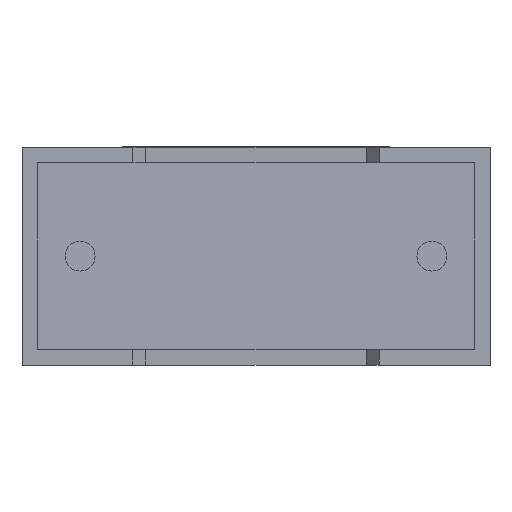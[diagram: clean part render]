
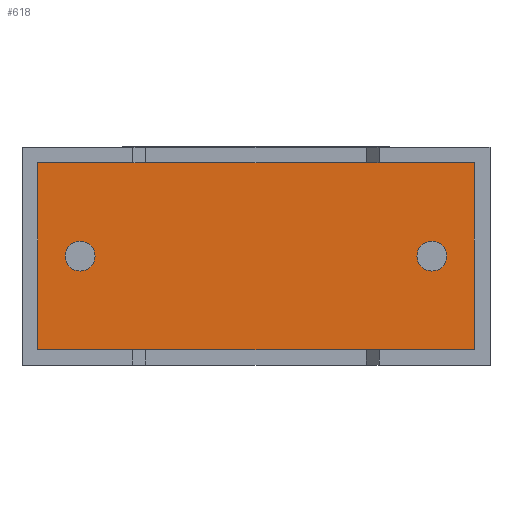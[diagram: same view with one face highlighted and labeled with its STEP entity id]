
A CAD part, front view. The second image highlights one B-rep face of the part: STEP entity #618.
In plain terms, the highlighted planar face has unit normal (0, -1, 0).
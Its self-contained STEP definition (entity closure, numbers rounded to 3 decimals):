
#16 = EDGE_CURVE ( 'NONE', #2425, #2069, #1356, .T. ) ;
#121 = DIRECTION ( 'NONE',  ( 0., 0., 1. ) ) ;
#142 = PLANE ( 'NONE',  #1537 ) ;
#167 = CARTESIAN_POINT ( 'NONE',  ( 12.857, 0.75, 5.757 ) ) ;
#211 = ORIENTED_EDGE ( 'NONE', *, *, #658, .F. ) ;
#247 = VERTEX_POINT ( 'NONE', #1947 ) ;
#253 = VERTEX_POINT ( 'NONE', #1709 ) ;
#284 = CARTESIAN_POINT ( 'NONE',  ( 11.65, 0.75, 3.525 ) ) ;
#307 = DIRECTION ( 'NONE',  ( 0., -1., 0. ) ) ;
#403 = ORIENTED_EDGE ( 'NONE', *, *, #16, .T. ) ;
#461 = DIRECTION ( 'NONE',  ( 0., -1., 0. ) ) ;
#465 = DIRECTION ( 'NONE',  ( 0., -1., 0. ) ) ;
#549 = ORIENTED_EDGE ( 'NONE', *, *, #2288, .T. ) ;
#618 = ADVANCED_FACE ( 'NONE', ( #2304, #1887, #1054 ), #142, .T. ) ;
#623 = CARTESIAN_POINT ( 'NONE',  ( 0., 0.75, 0. ) ) ;
#634 = ORIENTED_EDGE ( 'NONE', *, *, #2755, .F. ) ;
#658 = EDGE_CURVE ( 'NONE', #253, #734, #2063, .T. ) ;
#692 = ORIENTED_EDGE ( 'NONE', *, *, #2553, .F. ) ;
#722 = VECTOR ( 'NONE', #1281, 1000. ) ;
#734 = VERTEX_POINT ( 'NONE', #2070 ) ;
#771 = EDGE_CURVE ( 'NONE', #2069, #2881, #1468, .T. ) ;
#785 = CIRCLE ( 'NONE', #2959, 0.425 ) ;
#938 = DIRECTION ( 'NONE',  ( 0., -1., 0. ) ) ;
#941 = AXIS2_PLACEMENT_3D ( 'NONE', #1159, #938, #3033 ) ;
#972 = DIRECTION ( 'NONE',  ( 1., 0., 0. ) ) ;
#991 = CARTESIAN_POINT ( 'NONE',  ( 0.443, 0.75, 0.443 ) ) ;
#1004 = AXIS2_PLACEMENT_3D ( 'NONE', #1641, #461, #3031 ) ;
#1054 = FACE_BOUND ( 'NONE', #2809, .T. ) ;
#1113 = VERTEX_POINT ( 'NONE', #284 ) ;
#1159 = CARTESIAN_POINT ( 'NONE',  ( 11.65, 0.75, 3.1 ) ) ;
#1197 = VECTOR ( 'NONE', #121, 1000. ) ;
#1281 = DIRECTION ( 'NONE',  ( -1., 0., 0. ) ) ;
#1290 = CARTESIAN_POINT ( 'NONE',  ( 12.857, 0.75, 0.443 ) ) ;
#1306 = VECTOR ( 'NONE', #972, 1000. ) ;
#1356 = LINE ( 'NONE', #1782, #722 ) ;
#1468 = LINE ( 'NONE', #1874, #2004 ) ;
#1477 = EDGE_LOOP ( 'NONE', ( #2544, #692 ) ) ;
#1506 = DIRECTION ( 'NONE',  ( 0., 0., -1. ) ) ;
#1537 = AXIS2_PLACEMENT_3D ( 'NONE', #623, #2023, #2267 ) ;
#1641 = CARTESIAN_POINT ( 'NONE',  ( 1.65, 0.75, 3.1 ) ) ;
#1709 = CARTESIAN_POINT ( 'NONE',  ( 1.65, 0.75, 3.525 ) ) ;
#1782 = CARTESIAN_POINT ( 'NONE',  ( 12.857, 0.75, 5.757 ) ) ;
#1810 = LINE ( 'NONE', #1290, #1197 ) ;
#1847 = DIRECTION ( 'NONE',  ( 0., 0., -1. ) ) ;
#1874 = CARTESIAN_POINT ( 'NONE',  ( 0.443, 0.75, 5.757 ) ) ;
#1887 = FACE_OUTER_BOUND ( 'NONE', #2458, .T. ) ;
#1903 = CARTESIAN_POINT ( 'NONE',  ( 1.65, 0.75, 3.1 ) ) ;
#1947 = CARTESIAN_POINT ( 'NONE',  ( 12.857, 0.75, 0.443 ) ) ;
#2004 = VECTOR ( 'NONE', #1847, 1000. ) ;
#2023 = DIRECTION ( 'NONE',  ( 0., -1., 0. ) ) ;
#2063 = CIRCLE ( 'NONE', #1004, 0.425 ) ;
#2064 = CARTESIAN_POINT ( 'NONE',  ( 11.65, 0.75, 2.675 ) ) ;
#2069 = VERTEX_POINT ( 'NONE', #2943 ) ;
#2070 = CARTESIAN_POINT ( 'NONE',  ( 1.65, 0.75, 2.675 ) ) ;
#2091 = CARTESIAN_POINT ( 'NONE',  ( 11.65, 0.75, 3.1 ) ) ;
#2104 = DIRECTION ( 'NONE',  ( 0., 0., -1. ) ) ;
#2128 = ORIENTED_EDGE ( 'NONE', *, *, #771, .T. ) ;
#2267 = DIRECTION ( 'NONE',  ( 0., 0., -1. ) ) ;
#2288 = EDGE_CURVE ( 'NONE', #2881, #247, #2822, .T. ) ;
#2304 = FACE_BOUND ( 'NONE', #1477, .T. ) ;
#2313 = EDGE_CURVE ( 'NONE', #247, #2425, #1810, .T. ) ;
#2335 = CIRCLE ( 'NONE', #941, 0.425 ) ;
#2346 = AXIS2_PLACEMENT_3D ( 'NONE', #1903, #307, #1506 ) ;
#2420 = VERTEX_POINT ( 'NONE', #2064 ) ;
#2425 = VERTEX_POINT ( 'NONE', #167 ) ;
#2458 = EDGE_LOOP ( 'NONE', ( #2128, #549, #2465, #403 ) ) ;
#2465 = ORIENTED_EDGE ( 'NONE', *, *, #2313, .T. ) ;
#2544 = ORIENTED_EDGE ( 'NONE', *, *, #2545, .F. ) ;
#2545 = EDGE_CURVE ( 'NONE', #1113, #2420, #2335, .T. ) ;
#2553 = EDGE_CURVE ( 'NONE', #2420, #1113, #785, .T. ) ;
#2755 = EDGE_CURVE ( 'NONE', #734, #253, #2792, .T. ) ;
#2792 = CIRCLE ( 'NONE', #2346, 0.425 ) ;
#2809 = EDGE_LOOP ( 'NONE', ( #211, #634 ) ) ;
#2815 = CARTESIAN_POINT ( 'NONE',  ( 0.443, 0.75, 0.443 ) ) ;
#2822 = LINE ( 'NONE', #2815, #1306 ) ;
#2881 = VERTEX_POINT ( 'NONE', #991 ) ;
#2943 = CARTESIAN_POINT ( 'NONE',  ( 0.443, 0.75, 5.757 ) ) ;
#2959 = AXIS2_PLACEMENT_3D ( 'NONE', #2091, #465, #2104 ) ;
#3031 = DIRECTION ( 'NONE',  ( 0., 0., -1. ) ) ;
#3033 = DIRECTION ( 'NONE',  ( 0., 0., -1. ) ) ;
